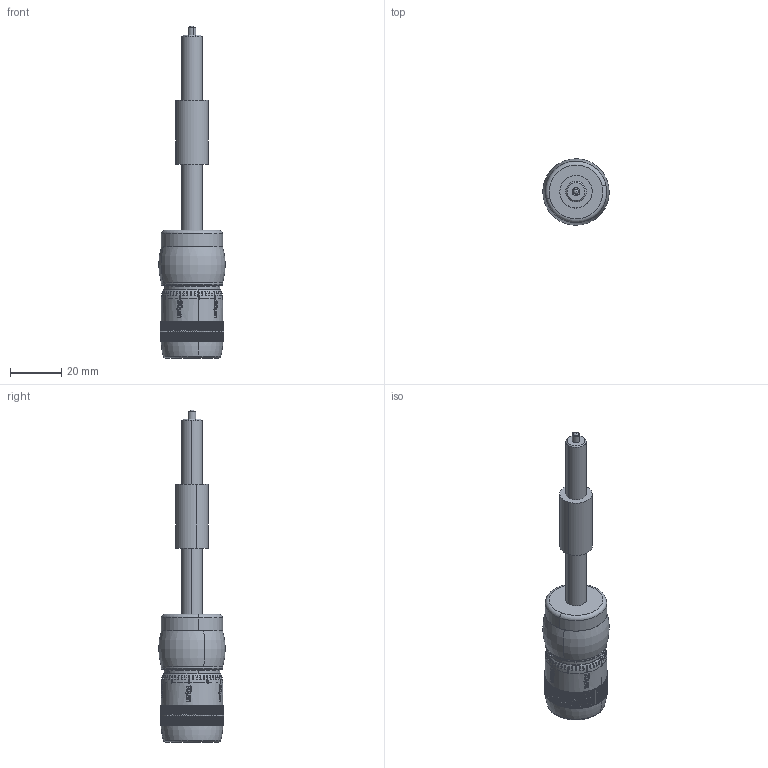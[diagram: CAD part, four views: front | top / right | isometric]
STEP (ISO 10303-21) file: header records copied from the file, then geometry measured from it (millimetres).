
FILE_DESCRIPTION (( 'STEP AP214' ), '1' );
FILE_NAME ('12862-EOW.STEP', '2010-04-06T09:12:07', ( 'delete' ), ( '' ), 'SwSTEP 2.0', 'SolidWorks 2009', '' );
FILE_SCHEMA (( 'AUTOMOTIVE_DESIGN' ));
Length unit declared in the file: millimetre
Products named in the file (15): 134771_Cone Drive Screw; CF0003 2mm Ball; 135816-Diff Body; 135818-4mm Drive Rod; DG0029 Crescent Ring SSM003; 260593_Fine Knob; 134887 - Drive Block; 134886 - Ball Drive Housing; 134888_Screw Housing; 135817 M8 Drive Screw; 135813 8.0Screw_Bush ASSY; 12862-EOW; 134770 Cone Drive Assembly; 260590_Grip; 135819 Mounting Sleeve
Assembly tree (16 placements, depth 3):
  12862-EOW
    260590_Grip
    134770 Cone Drive Assembly
      134888_Screw Housing
      134771_Cone Drive Screw
    CF0003 2mm Ball  x3
    260593_Fine Knob
    134887 - Drive Block
    135816-Diff Body
    134886 - Ball Drive Housing
    135813 8.0Screw_Bush ASSY
      135819 Mounting Sleeve
      135817 M8 Drive Screw
    DG0029 Crescent Ring SSM003
    135818-4mm Drive Rod
Bounding box: 25.96 x 25.96 x 129.74 mm (x, y, z)
Volume: 26892.5 mm3; surface area: 18054.9 mm2
Topology: 14 solids, 14 shells, 1280 faces, 3426 edges, 2245 vertices
Faces by surface type: plane 610, cylinder 232, cone 218, bspline 160, torus 52, sphere 8
Entity records: 77384 total; most frequent: CARTESIAN_POINT 39695, ORIENTED_EDGE 6802, DIRECTION 5559, EDGE_CURVE 3401, VERTEX_POINT 2232, AXIS2_PLACEMENT_3D 2085, VECTOR 1389, LINE 1389
